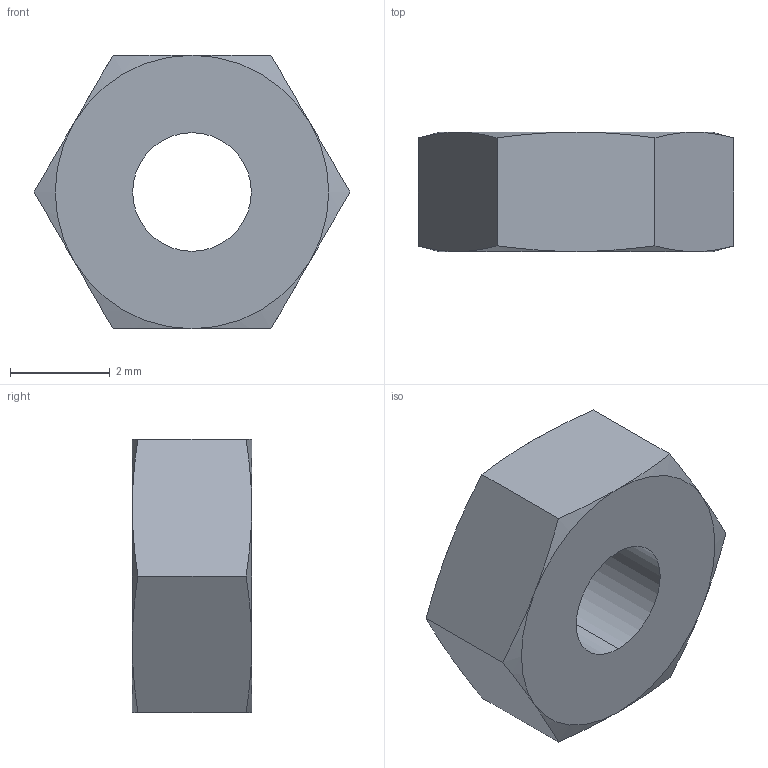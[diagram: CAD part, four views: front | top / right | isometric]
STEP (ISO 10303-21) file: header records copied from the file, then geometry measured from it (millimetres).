
FILE_DESCRIPTION (( 'STEP AP203' ), '1' );
FILE_NAME ('Hexagon nut ISO 4032 (DIN 934) - M3.STEP', '2011-07-29T17:36:36', ( 'Andri Laidre' ), ( 'Ðternfeld & Laidre OÜ' ), 'SwSTEP 2.0', 'SolidWorks 2008', '' );
FILE_SCHEMA (( 'CONFIG_CONTROL_DESIGN' ));
Length unit declared in the file: millimetre
Products named in the file (1): Hexagon nut ISO 4032 (DIN 934) - M3
Bounding box: 6.35 x 2.4 x 5.5 mm (x, y, z)
Volume: 52 mm3; surface area: 105.8 mm2
Topology: 1 solids, 1 shells, 22 faces, 48 edges, 28 vertices
Faces by surface type: cone 12, plane 8, cylinder 2
Entity records: 697 total; most frequent: CARTESIAN_POINT 171, ORIENTED_EDGE 96, DIRECTION 86, EDGE_CURVE 48, AXIS2_PLACEMENT_3D 39, VERTEX_POINT 28, EDGE_LOOP 24, B_SPLINE_CURVE_WITH_KNOTS 24
